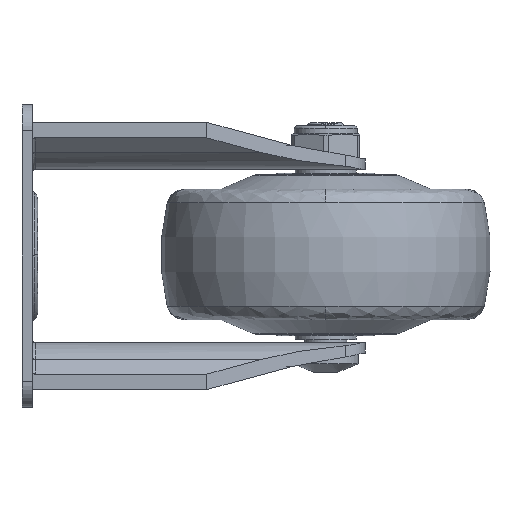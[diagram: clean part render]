
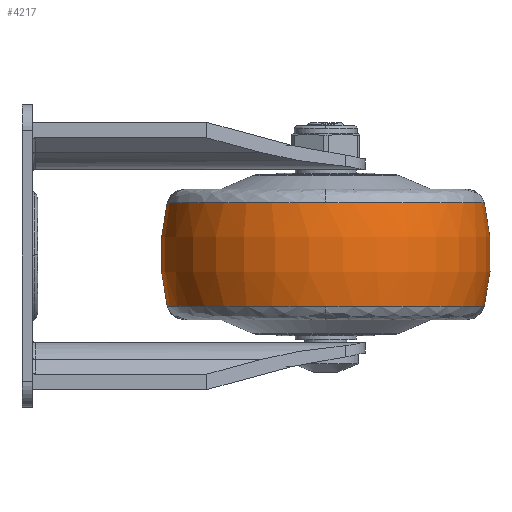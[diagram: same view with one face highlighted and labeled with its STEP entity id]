
A CAD part, left-side view. The second image highlights one B-rep face of the part: STEP entity #4217.
In plain terms, the highlighted toroidal (fillet/blend) face has major radius 8.5 mm and minor radius 40 mm.
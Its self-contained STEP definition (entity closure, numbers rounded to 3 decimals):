
#115 = VERTEX_POINT ( 'NONE', #3586 ) ;
#218 = CARTESIAN_POINT ( 'NONE',  ( -9.863, 0., -30.265 ) ) ;
#274 = VERTEX_POINT ( 'NONE', #218 ) ;
#380 = EDGE_CURVE ( 'NONE', #2013, #274, #5680, .T. ) ;
#709 = CIRCLE ( 'NONE', #4918, 40. ) ;
#998 = AXIS2_PLACEMENT_3D ( 'NONE', #5861, #11004, #5767 ) ;
#1577 = ORIENTED_EDGE ( 'NONE', *, *, #4680, .F. ) ;
#1716 = EDGE_CURVE ( 'NONE', #115, #7354, #12509, .T. ) ;
#1837 = CARTESIAN_POINT ( 'NONE',  ( 0., 0., -8.5 ) ) ;
#1883 = DIRECTION ( 'NONE',  ( 0., 0., -1. ) ) ;
#2013 = VERTEX_POINT ( 'NONE', #10674 ) ;
#2333 = CIRCLE ( 'NONE', #3708, 40. ) ;
#2355 = CARTESIAN_POINT ( 'NONE',  ( 9.863, 0., 0. ) ) ;
#2546 = AXIS2_PLACEMENT_3D ( 'NONE', #3933, #4013, #3968 ) ;
#2867 = CARTESIAN_POINT ( 'NONE',  ( 0., 0., 0. ) ) ;
#3088 = CARTESIAN_POINT ( 'NONE',  ( 9.863, 0., -30.265 ) ) ;
#3450 = ORIENTED_EDGE ( 'NONE', *, *, #1716, .T. ) ;
#3586 = CARTESIAN_POINT ( 'NONE',  ( 9.863, -30.265, 0. ) ) ;
#3708 = AXIS2_PLACEMENT_3D ( 'NONE', #6439, #3995, #1883 ) ;
#3753 = AXIS2_PLACEMENT_3D ( 'NONE', #2355, #7568, #8566 ) ;
#3786 = DIRECTION ( 'NONE',  ( 0., 1., 0. ) ) ;
#3925 = DIRECTION ( 'NONE',  ( 0., 0.998, -0.063 ) ) ;
#3933 = CARTESIAN_POINT ( 'NONE',  ( -9.863, 0., 0. ) ) ;
#3968 = DIRECTION ( 'NONE',  ( 0., 0.998, -0.063 ) ) ;
#3995 = DIRECTION ( 'NONE',  ( 0., -1., 0. ) ) ;
#4013 = DIRECTION ( 'NONE',  ( 1., 0., 0. ) ) ;
#4217 = ADVANCED_FACE ( 'NONE', ( #8426 ), #5639, .T. ) ;
#4680 = EDGE_CURVE ( 'NONE', #9851, #7354, #709, .T. ) ;
#4788 = EDGE_CURVE ( 'NONE', #274, #9859, #2333, .T. ) ;
#4918 = AXIS2_PLACEMENT_3D ( 'NONE', #1837, #3786, #11217 ) ;
#5290 = EDGE_LOOP ( 'NONE', ( #1577, #5359, #10324, #6187, #12901, #3450 ) ) ;
#5359 = ORIENTED_EDGE ( 'NONE', *, *, #9782, .T. ) ;
#5391 = EDGE_CURVE ( 'NONE', #9859, #115, #6433, .T. ) ;
#5447 = AXIS2_PLACEMENT_3D ( 'NONE', #2867, #11233, #11356 ) ;
#5560 = CARTESIAN_POINT ( 'NONE',  ( 9.863, 0., 30.265 ) ) ;
#5639 = TOROIDAL_SURFACE ( 'NONE', #5447, -8.5, 40. ) ;
#5680 = CIRCLE ( 'NONE', #998, 30.265 ) ;
#5767 = DIRECTION ( 'NONE',  ( 0., 0.998, -0.063 ) ) ;
#5861 = CARTESIAN_POINT ( 'NONE',  ( -9.863, 0., 0. ) ) ;
#6187 = ORIENTED_EDGE ( 'NONE', *, *, #4788, .T. ) ;
#6433 = CIRCLE ( 'NONE', #12908, 30.265 ) ;
#6439 = CARTESIAN_POINT ( 'NONE',  ( 0., 0., 8.5 ) ) ;
#7354 = VERTEX_POINT ( 'NONE', #5560 ) ;
#7472 = CARTESIAN_POINT ( 'NONE',  ( -9.863, 0., 30.265 ) ) ;
#7568 = DIRECTION ( 'NONE',  ( -1., 0., 0. ) ) ;
#8426 = FACE_OUTER_BOUND ( 'NONE', #5290, .T. ) ;
#8566 = DIRECTION ( 'NONE',  ( 0., 0.998, -0.063 ) ) ;
#8935 = CIRCLE ( 'NONE', #2546, 30.265 ) ;
#9157 = CARTESIAN_POINT ( 'NONE',  ( 9.863, 0., 0. ) ) ;
#9782 = EDGE_CURVE ( 'NONE', #9851, #2013, #8935, .T. ) ;
#9851 = VERTEX_POINT ( 'NONE', #7472 ) ;
#9859 = VERTEX_POINT ( 'NONE', #3088 ) ;
#10218 = DIRECTION ( 'NONE',  ( -1., 0., 0. ) ) ;
#10324 = ORIENTED_EDGE ( 'NONE', *, *, #380, .T. ) ;
#10674 = CARTESIAN_POINT ( 'NONE',  ( -9.863, -30.265, 0. ) ) ;
#11004 = DIRECTION ( 'NONE',  ( 1., 0., 0. ) ) ;
#11217 = DIRECTION ( 'NONE',  ( 0., 0., 1. ) ) ;
#11233 = DIRECTION ( 'NONE',  ( 1., 0., 0. ) ) ;
#11356 = DIRECTION ( 'NONE',  ( 0., 0., -1. ) ) ;
#12509 = CIRCLE ( 'NONE', #3753, 30.265 ) ;
#12901 = ORIENTED_EDGE ( 'NONE', *, *, #5391, .T. ) ;
#12908 = AXIS2_PLACEMENT_3D ( 'NONE', #9157, #10218, #3925 ) ;
